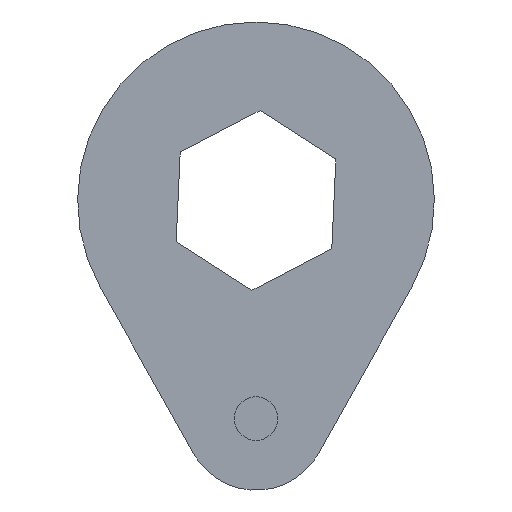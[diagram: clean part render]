
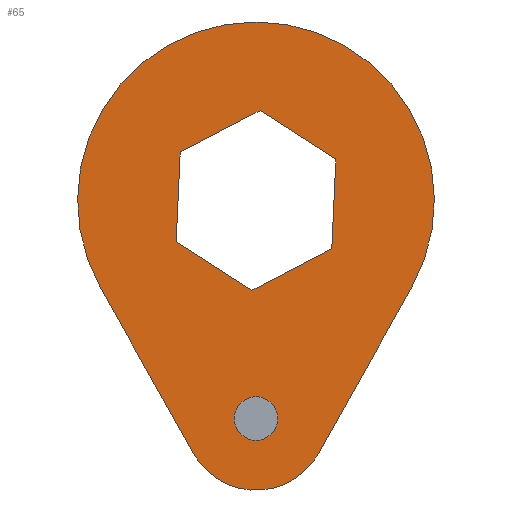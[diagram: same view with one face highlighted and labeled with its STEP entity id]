
A CAD part, left-side view. The second image highlights one B-rep face of the part: STEP entity #65.
In plain terms, the highlighted planar face has unit normal (-1, 0, 0).
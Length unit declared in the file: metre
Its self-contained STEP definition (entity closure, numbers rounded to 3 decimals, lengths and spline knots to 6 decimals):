
#65 = ADVANCED_FACE( '', ( #133, #134, #135 ), #136, .F. );
#133 = FACE_BOUND( '', #198, .T. );
#134 = FACE_OUTER_BOUND( '', #199, .T. );
#135 = FACE_BOUND( '', #200, .T. );
#136 = PLANE( '', #201 );
#198 = EDGE_LOOP( '', ( #310 ) );
#199 = EDGE_LOOP( '', ( #311, #312, #313, #314 ) );
#200 = EDGE_LOOP( '', ( #315, #316, #317, #318, #319, #320 ) );
#201 = AXIS2_PLACEMENT_3D( '', #321, #322, #323 );
#310 = ORIENTED_EDGE( '', *, *, #381, .T. );
#311 = ORIENTED_EDGE( '', *, *, #359, .F. );
#312 = ORIENTED_EDGE( '', *, *, #364, .T. );
#313 = ORIENTED_EDGE( '', *, *, #398, .F. );
#314 = ORIENTED_EDGE( '', *, *, #376, .F. );
#315 = ORIENTED_EDGE( '', *, *, #368, .T. );
#316 = ORIENTED_EDGE( '', *, *, #399, .T. );
#317 = ORIENTED_EDGE( '', *, *, #354, .T. );
#318 = ORIENTED_EDGE( '', *, *, #400, .T. );
#319 = ORIENTED_EDGE( '', *, *, #395, .T. );
#320 = ORIENTED_EDGE( '', *, *, #390, .T. );
#321 = CARTESIAN_POINT( '', ( 0.158526, 1.55526, 1.302392 ) );
#322 = DIRECTION( '', ( 1., 0., 0. ) );
#323 = DIRECTION( '', ( 0., 1., 0. ) );
#354 = EDGE_CURVE( '', #406, #407, #408, .T. );
#359 = EDGE_CURVE( '', #415, #416, #417, .T. );
#364 = EDGE_CURVE( '', #415, #424, #425, .T. );
#368 = EDGE_CURVE( '', #430, #431, #432, .T. );
#376 = EDGE_CURVE( '', #416, #444, #445, .T. );
#381 = EDGE_CURVE( '', #452, #452, #453, .T. );
#390 = EDGE_CURVE( '', #465, #430, #466, .T. );
#395 = EDGE_CURVE( '', #471, #465, #472, .T. );
#398 = EDGE_CURVE( '', #444, #424, #475, .T. );
#399 = EDGE_CURVE( '', #431, #406, #476, .T. );
#400 = EDGE_CURVE( '', #407, #471, #477, .T. );
#406 = VERTEX_POINT( '', #483 );
#407 = VERTEX_POINT( '', #484 );
#408 = LINE( '', #485, #486 );
#415 = VERTEX_POINT( '', #496 );
#416 = VERTEX_POINT( '', #497 );
#417 = CIRCLE( '', #498, 0.014605 );
#424 = VERTEX_POINT( '', #507 );
#425 = LINE( '', #508, #509 );
#430 = VERTEX_POINT( '', #516 );
#431 = VERTEX_POINT( '', #517 );
#432 = LINE( '', #518, #519 );
#444 = VERTEX_POINT( '', #534 );
#445 = LINE( '', #535, #536 );
#452 = VERTEX_POINT( '', #545 );
#453 = CIRCLE( '', #546, 0.004445 );
#465 = VERTEX_POINT( '', #562 );
#466 = LINE( '', #563, #564 );
#471 = VERTEX_POINT( '', #570 );
#472 = LINE( '', #571, #572 );
#475 = CIRCLE( '', #576, 0.03635 );
#476 = LINE( '', #577, #578 );
#477 = LINE( '', #579, #580 );
#483 = CARTESIAN_POINT( '', ( 0.158526, 1.538989, 1.322188 ) );
#484 = CARTESIAN_POINT( '', ( 0.158526, 1.539812, 1.303876 ) );
#485 = CARTESIAN_POINT( '', ( 0.158526, 1.539401, 1.313032 ) );
#486 = VECTOR( '', #585, 1. );
#496 = CARTESIAN_POINT( '', ( 0.158526, 1.542522, 1.26215 ) );
#497 = CARTESIAN_POINT( '', ( 0.158526, 1.567998, 1.26215 ) );
#498 = AXIS2_PLACEMENT_3D( '', #589, #590, #591 );
#507 = CARTESIAN_POINT( '', ( 0.158526, 1.523556, 1.295962 ) );
#508 = CARTESIAN_POINT( '', ( 0.158526, 1.533039, 1.279056 ) );
#509 = VECTOR( '', #597, 1. );
#516 = CARTESIAN_POINT( '', ( 0.158526, 1.570707, 1.323613 ) );
#517 = CARTESIAN_POINT( '', ( 0.158526, 1.554437, 1.332057 ) );
#518 = CARTESIAN_POINT( '', ( 0.158526, 1.562572, 1.327835 ) );
#519 = VECTOR( '', #600, 1. );
#534 = CARTESIAN_POINT( '', ( 0.158526, 1.586963, 1.295962 ) );
#535 = CARTESIAN_POINT( '', ( 0.158526, 1.577481, 1.279056 ) );
#536 = VECTOR( '', #610, 1. );
#545 = CARTESIAN_POINT( '', ( 0.158526, 1.559705, 1.269295 ) );
#546 = AXIS2_PLACEMENT_3D( '', #616, #617, #618 );
#562 = CARTESIAN_POINT( '', ( 0.158526, 1.57153, 1.305301 ) );
#563 = CARTESIAN_POINT( '', ( 0.158526, 1.571119, 1.314457 ) );
#564 = VECTOR( '', #629, 1. );
#570 = CARTESIAN_POINT( '', ( 0.158526, 1.556082, 1.295432 ) );
#571 = CARTESIAN_POINT( '', ( 0.158526, 1.563806, 1.300367 ) );
#572 = VECTOR( '', #631, 1. );
#576 = AXIS2_PLACEMENT_3D( '', #633, #634, #635 );
#577 = CARTESIAN_POINT( '', ( 0.158526, 1.546713, 1.327123 ) );
#578 = VECTOR( '', #636, 1. );
#579 = CARTESIAN_POINT( '', ( 0.158526, 1.547947, 1.299654 ) );
#580 = VECTOR( '', #637, 1. );
#585 = DIRECTION( '', ( 0., 0.045, -0.999 ) );
#589 = CARTESIAN_POINT( '', ( 0.158526, 1.55526, 1.269295 ) );
#590 = DIRECTION( '', ( 1., 0., 0. ) );
#591 = DIRECTION( '', ( 0., 1., 0. ) );
#597 = DIRECTION( '', ( 0., -0.489, 0.872 ) );
#600 = DIRECTION( '', ( 0., -0.888, 0.461 ) );
#610 = DIRECTION( '', ( 0., 0.489, 0.872 ) );
#616 = CARTESIAN_POINT( '', ( 0.158526, 1.55526, 1.269295 ) );
#617 = DIRECTION( '', ( 1., 0., 0. ) );
#618 = DIRECTION( '', ( 0., 1., 0. ) );
#629 = DIRECTION( '', ( 0., -0.045, 0.999 ) );
#631 = DIRECTION( '', ( 0., 0.843, 0.538 ) );
#633 = CARTESIAN_POINT( '', ( 0.158526, 1.55526, 1.313745 ) );
#634 = DIRECTION( '', ( 1., 0., 0. ) );
#635 = DIRECTION( '', ( 0., 1., 0. ) );
#636 = DIRECTION( '', ( 0., -0.843, -0.538 ) );
#637 = DIRECTION( '', ( 0., 0.888, -0.461 ) );
